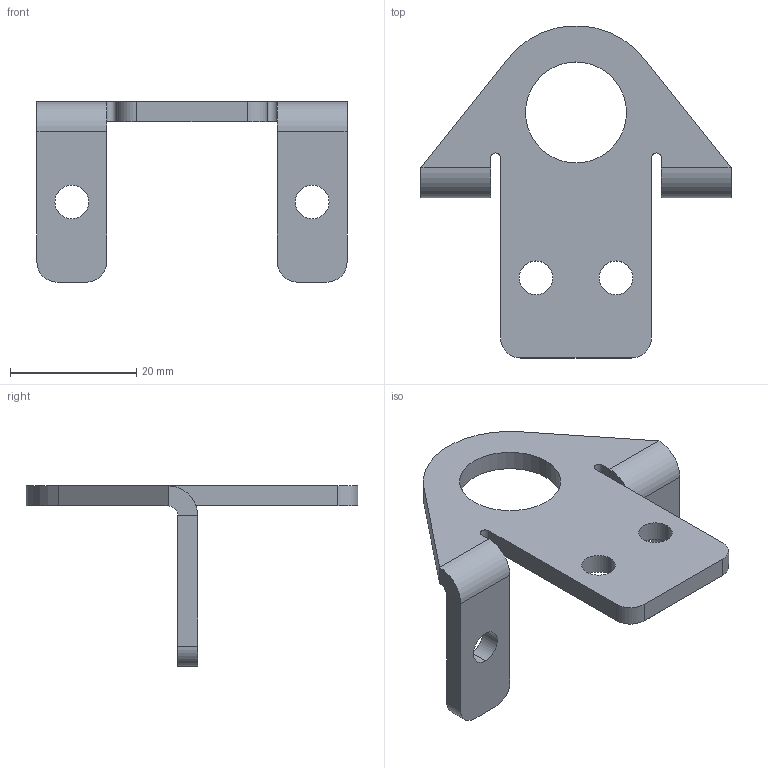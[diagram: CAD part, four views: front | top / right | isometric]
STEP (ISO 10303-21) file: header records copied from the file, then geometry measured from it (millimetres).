
FILE_DESCRIPTION (( 'STEP AP203' ), '1' );
FILE_NAME ('am-3055a Transverse Cylinder Mount.STEP', '2022-05-12T19:03:35', ( '' ), ( '' ), 'SwSTEP 2.0', 'SolidWorks 2021', '' );
FILE_SCHEMA (( 'CONFIG_CONTROL_DESIGN' ));
Length unit declared in the file: inch
Products named in the file (1): am-3055a Transverse Cylinder Mount
Bounding box: 49.12 x 52.6 x 28.57 mm (x, y, z)
Volume: 5504.7 mm3; surface area: 4771.6 mm2
Topology: 1 solids, 1 shells, 46 faces, 116 edges, 72 vertices
Faces by surface type: cylinder 23, plane 23
Entity records: 1477 total; most frequent: DIRECTION 256, CARTESIAN_POINT 235, ORIENTED_EDGE 232, EDGE_CURVE 116, AXIS2_PLACEMENT_3D 93, VERTEX_POINT 72, VECTOR 70, LINE 70
